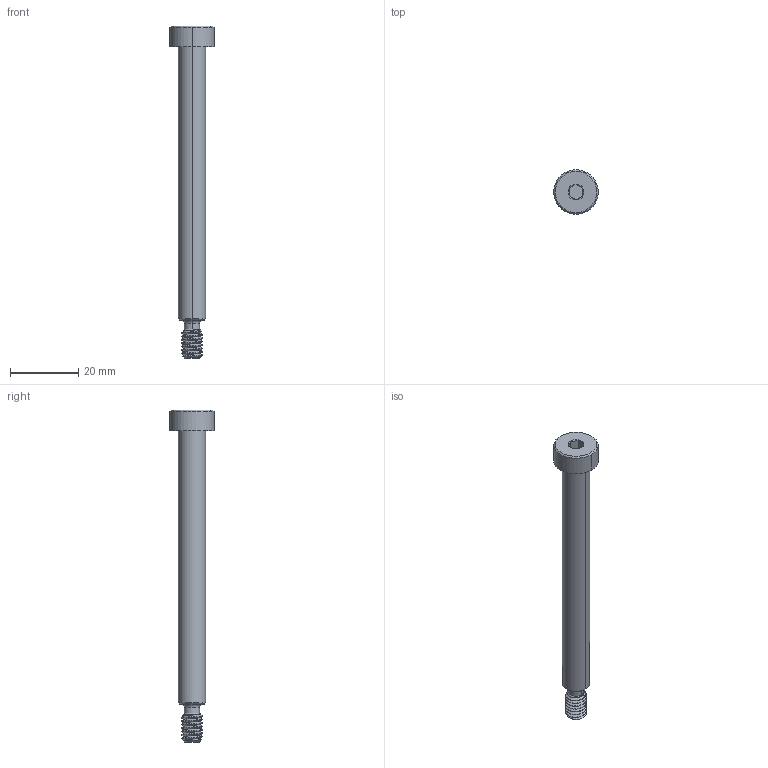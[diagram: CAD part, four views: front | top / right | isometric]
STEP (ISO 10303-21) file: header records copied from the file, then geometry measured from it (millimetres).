
FILE_DESCRIPTION (( 'STEP AP203' ), '1' );
FILE_NAME ('92981A230.STEP', '2018-11-05T21:40:10', ( '' ), ( '' ), 'SwSTEP 2.0', 'SolidWorks 2014', '' );
FILE_SCHEMA (( 'CONFIG_CONTROL_DESIGN' ));
Length unit declared in the file: millimetre
Products named in the file (1): 92981A230
Bounding box: 13 x 13 x 97 mm (x, y, z)
Volume: 4997.7 mm3; surface area: 2816.4 mm2
Topology: 1 solids, 1 shells, 54 faces, 126 edges, 77 vertices
Faces by surface type: cylinder 21, cone 17, plane 11, bspline 3, torus 2
Entity records: 3331 total; most frequent: CARTESIAN_POINT 2143, ORIENTED_EDGE 252, DIRECTION 211, EDGE_CURVE 126, AXIS2_PLACEMENT_3D 84, VERTEX_POINT 77, EDGE_LOOP 57, ADVANCED_FACE 54
